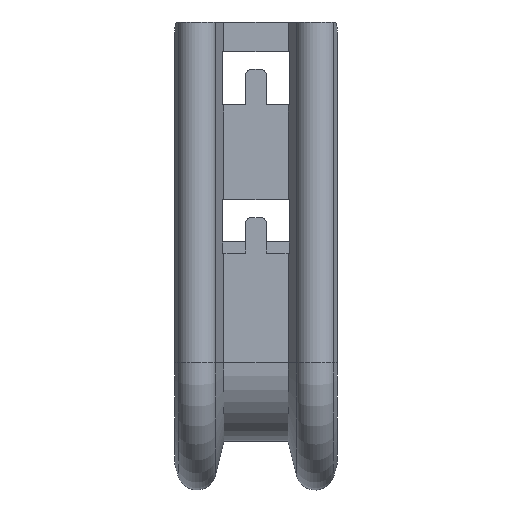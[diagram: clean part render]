
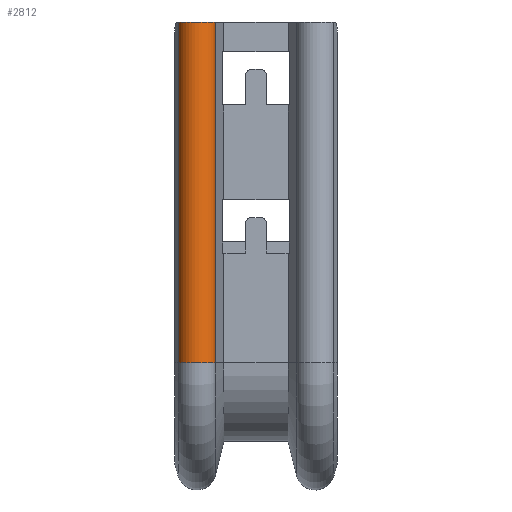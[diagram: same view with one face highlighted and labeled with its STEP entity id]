
A CAD part, front view. The second image highlights one B-rep face of the part: STEP entity #2812.
In plain terms, the highlighted cylindrical face has radius 6.5 mm (diameter 13 mm), a partial arc.
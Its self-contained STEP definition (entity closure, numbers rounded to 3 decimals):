
#7 = ORIENTED_EDGE ( 'NONE', *, *, #535, .T. ) ;
#19 = CIRCLE ( 'NONE', #1343, 6.5 ) ;
#117 = DIRECTION ( 'NONE',  ( 0., 0., -1. ) ) ;
#175 = DIRECTION ( 'NONE',  ( 0., 0., 1. ) ) ;
#257 = CARTESIAN_POINT ( 'NONE',  ( -26.25, -142.286, -41. ) ) ;
#307 = EDGE_CURVE ( 'NONE', #1695, #1509, #2455, .T. ) ;
#345 = EDGE_LOOP ( 'NONE', ( #1242, #505, #7, #3326 ) ) ;
#447 = CARTESIAN_POINT ( 'NONE',  ( -26.25, -142.286, 74. ) ) ;
#505 = ORIENTED_EDGE ( 'NONE', *, *, #307, .T. ) ;
#535 = EDGE_CURVE ( 'NONE', #1509, #634, #2659, .T. ) ;
#634 = VERTEX_POINT ( 'NONE', #447 ) ;
#785 = DIRECTION ( 'NONE',  ( 0., 0., -1. ) ) ;
#1180 = CARTESIAN_POINT ( 'NONE',  ( -13.691, -142.063, 74. ) ) ;
#1242 = ORIENTED_EDGE ( 'NONE', *, *, #1610, .F. ) ;
#1343 = AXIS2_PLACEMENT_3D ( 'NONE', #1742, #117, #2013 ) ;
#1509 = VERTEX_POINT ( 'NONE', #1180 ) ;
#1610 = EDGE_CURVE ( 'NONE', #1695, #3179, #19, .T. ) ;
#1626 = DIRECTION ( 'NONE',  ( 0., 0., 1. ) ) ;
#1695 = VERTEX_POINT ( 'NONE', #1765 ) ;
#1714 = VECTOR ( 'NONE', #175, 1000. ) ;
#1742 = CARTESIAN_POINT ( 'NONE',  ( -20., -140.5, -41. ) ) ;
#1765 = CARTESIAN_POINT ( 'NONE',  ( -13.691, -142.063, -41. ) ) ;
#1833 = CARTESIAN_POINT ( 'NONE',  ( -20., -140.5, -41. ) ) ;
#2013 = DIRECTION ( 'NONE',  ( 1., 0., 0. ) ) ;
#2113 = DIRECTION ( 'NONE',  ( 0., 0., 1. ) ) ;
#2422 = CARTESIAN_POINT ( 'NONE',  ( -20., -140.5, 74. ) ) ;
#2455 = LINE ( 'NONE', #3485, #1714 ) ;
#2542 = CARTESIAN_POINT ( 'NONE',  ( -26.25, -142.286, -41. ) ) ;
#2659 = CIRCLE ( 'NONE', #3085, 6.5 ) ;
#2697 = DIRECTION ( 'NONE',  ( 1., 0., 0. ) ) ;
#2736 = CYLINDRICAL_SURFACE ( 'NONE', #3060, 6.5 ) ;
#2812 = ADVANCED_FACE ( 'NONE', ( #2822 ), #2736, .T. ) ;
#2822 = FACE_OUTER_BOUND ( 'NONE', #345, .T. ) ;
#3010 = EDGE_CURVE ( 'NONE', #3179, #634, #3538, .T. ) ;
#3060 = AXIS2_PLACEMENT_3D ( 'NONE', #1833, #2113, #3528 ) ;
#3085 = AXIS2_PLACEMENT_3D ( 'NONE', #2422, #785, #2697 ) ;
#3179 = VERTEX_POINT ( 'NONE', #2542 ) ;
#3326 = ORIENTED_EDGE ( 'NONE', *, *, #3010, .F. ) ;
#3447 = VECTOR ( 'NONE', #1626, 1000. ) ;
#3485 = CARTESIAN_POINT ( 'NONE',  ( -13.691, -142.063, -41. ) ) ;
#3528 = DIRECTION ( 'NONE',  ( 1., 0., 0. ) ) ;
#3538 = LINE ( 'NONE', #257, #3447 ) ;
